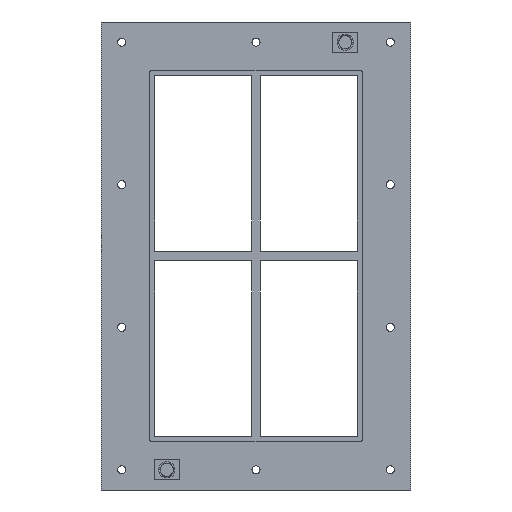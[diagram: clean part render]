
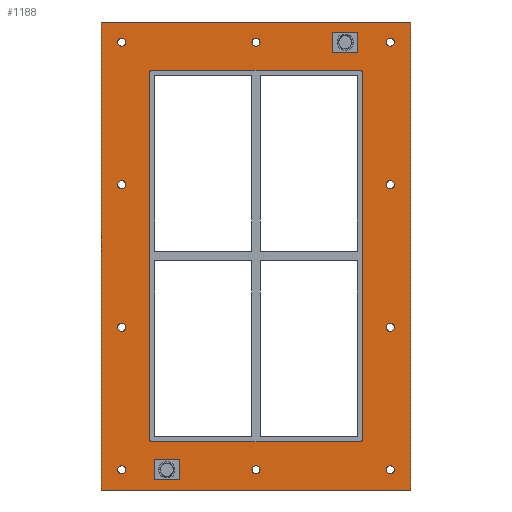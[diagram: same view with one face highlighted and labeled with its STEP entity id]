
A CAD part, front view. The second image highlights one B-rep face of the part: STEP entity #1188.
In plain terms, the highlighted planar face has unit normal (0, -1, 0).
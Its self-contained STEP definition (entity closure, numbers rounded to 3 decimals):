
#84=CARTESIAN_POINT('',(-161.5,0.0,-265.));
#85=VERTEX_POINT('',#84);
#86=CARTESIAN_POINT('',(-166.5,0.0,-265.));
#87=DIRECTION('',(0.0,1.0,0.0));
#88=DIRECTION('',(1.0,0.0,0.0));
#89=AXIS2_PLACEMENT_3D('',#86,#87,#88);
#90=CIRCLE('',#89,5.0);
#91=EDGE_CURVE('',#85,#85,#90,.T.);
#112=CARTESIAN_POINT('',(171.5,0.0,-88.3));
#113=VERTEX_POINT('',#112);
#114=CARTESIAN_POINT('',(166.5,0.0,-88.3));
#115=DIRECTION('',(0.0,1.0,0.0));
#116=DIRECTION('',(1.0,0.0,0.0));
#117=AXIS2_PLACEMENT_3D('',#114,#115,#116);
#118=CIRCLE('',#117,5.0);
#119=EDGE_CURVE('',#113,#113,#118,.T.);
#140=CARTESIAN_POINT('',(-161.5,0.0,-88.3));
#141=VERTEX_POINT('',#140);
#142=CARTESIAN_POINT('',(-166.5,0.0,-88.3));
#143=DIRECTION('',(0.0,1.0,0.0));
#144=DIRECTION('',(1.0,0.0,0.0));
#145=AXIS2_PLACEMENT_3D('',#142,#143,#144);
#146=CIRCLE('',#145,5.0);
#147=EDGE_CURVE('',#141,#141,#146,.T.);
#168=CARTESIAN_POINT('',(171.5,0.0,88.4));
#169=VERTEX_POINT('',#168);
#170=CARTESIAN_POINT('',(166.5,0.0,88.4));
#171=DIRECTION('',(0.0,1.0,0.0));
#172=DIRECTION('',(1.0,0.0,0.0));
#173=AXIS2_PLACEMENT_3D('',#170,#171,#172);
#174=CIRCLE('',#173,5.0);
#175=EDGE_CURVE('',#169,#169,#174,.T.);
#196=CARTESIAN_POINT('',(-161.5,0.0,88.4));
#197=VERTEX_POINT('',#196);
#198=CARTESIAN_POINT('',(-166.5,0.0,88.4));
#199=DIRECTION('',(0.0,1.0,0.0));
#200=DIRECTION('',(1.0,0.0,0.0));
#201=AXIS2_PLACEMENT_3D('',#198,#199,#200);
#202=CIRCLE('',#201,5.0);
#203=EDGE_CURVE('',#197,#197,#202,.T.);
#224=CARTESIAN_POINT('',(5.,0.0,265.1));
#225=VERTEX_POINT('',#224);
#226=CARTESIAN_POINT('',(0.,0.0,265.1));
#227=DIRECTION('',(0.0,1.0,0.0));
#228=DIRECTION('',(1.0,0.0,0.0));
#229=AXIS2_PLACEMENT_3D('',#226,#227,#228);
#230=CIRCLE('',#229,5.0);
#231=EDGE_CURVE('',#225,#225,#230,.T.);
#252=CARTESIAN_POINT('',(5.,0.0,-265.0));
#253=VERTEX_POINT('',#252);
#254=CARTESIAN_POINT('',(0.,0.0,-265.0));
#255=DIRECTION('',(0.0,1.0,0.0));
#256=DIRECTION('',(1.0,0.0,0.0));
#257=AXIS2_PLACEMENT_3D('',#254,#255,#256);
#258=CIRCLE('',#257,5.0);
#259=EDGE_CURVE('',#253,#253,#258,.T.);
#280=CARTESIAN_POINT('',(171.5,0.0,-265.0));
#281=VERTEX_POINT('',#280);
#282=CARTESIAN_POINT('',(166.5,0.0,-265.0));
#283=DIRECTION('',(0.0,1.0,0.0));
#284=DIRECTION('',(1.0,0.0,0.0));
#285=AXIS2_PLACEMENT_3D('',#282,#283,#284);
#286=CIRCLE('',#285,5.0);
#287=EDGE_CURVE('',#281,#281,#286,.T.);
#308=CARTESIAN_POINT('',(-161.5,0.0,265.1));
#309=VERTEX_POINT('',#308);
#310=CARTESIAN_POINT('',(-166.5,0.0,265.1));
#311=DIRECTION('',(0.0,1.0,0.0));
#312=DIRECTION('',(1.0,0.0,0.0));
#313=AXIS2_PLACEMENT_3D('',#310,#311,#312);
#314=CIRCLE('',#313,5.0);
#315=EDGE_CURVE('',#309,#309,#314,.T.);
#336=CARTESIAN_POINT('',(171.5,0.0,265.1));
#337=VERTEX_POINT('',#336);
#338=CARTESIAN_POINT('',(166.5,0.0,265.1));
#339=DIRECTION('',(0.0,1.0,0.0));
#340=DIRECTION('',(1.0,0.0,0.0));
#341=AXIS2_PLACEMENT_3D('',#338,#339,#340);
#342=CIRCLE('',#341,5.0);
#343=EDGE_CURVE('',#337,#337,#342,.T.);
#1049=CARTESIAN_POINT('',(0.,0.0,0.0));
#1050=DIRECTION('',(0.0,1.0,0.0));
#1051=DIRECTION('',(0.0,0.0,1.0));
#1052=AXIS2_PLACEMENT_3D('',#1049,#1050,#1051);
#1053=PLANE('',#1052);
#1054=CARTESIAN_POINT('',(-191.5,0.0,290.0));
#1055=VERTEX_POINT('',#1054);
#1056=CARTESIAN_POINT('',(191.5,0.0,290.0));
#1057=VERTEX_POINT('',#1056);
#1058=CARTESIAN_POINT('',(-191.5,0.0,290.0));
#1059=DIRECTION('',(1.0,0.0,0.0));
#1060=VECTOR('',#1059,383.0);
#1061=LINE('',#1058,#1060);
#1062=EDGE_CURVE('',#1055,#1057,#1061,.T.);
#1063=ORIENTED_EDGE('',*,*,#1062,.F.);
#1064=CARTESIAN_POINT('',(-191.5,0.0,-290.0));
#1065=VERTEX_POINT('',#1064);
#1066=CARTESIAN_POINT('',(-191.5,0.0,-290.0));
#1067=DIRECTION('',(0.0,0.0,1.0));
#1068=VECTOR('',#1067,580.0);
#1069=LINE('',#1066,#1068);
#1070=EDGE_CURVE('',#1065,#1055,#1069,.T.);
#1071=ORIENTED_EDGE('',*,*,#1070,.F.);
#1072=CARTESIAN_POINT('',(191.5,0.0,-290.0));
#1073=VERTEX_POINT('',#1072);
#1074=CARTESIAN_POINT('',(191.5,0.0,-290.0));
#1075=DIRECTION('',(-1.0,0.0,0.0));
#1076=VECTOR('',#1075,383.0);
#1077=LINE('',#1074,#1076);
#1078=EDGE_CURVE('',#1073,#1065,#1077,.T.);
#1079=ORIENTED_EDGE('',*,*,#1078,.F.);
#1080=CARTESIAN_POINT('',(191.5,0.0,290.0));
#1081=DIRECTION('',(0.0,0.0,-1.0));
#1082=VECTOR('',#1081,580.0);
#1083=LINE('',#1080,#1082);
#1084=EDGE_CURVE('',#1057,#1073,#1083,.T.);
#1085=ORIENTED_EDGE('',*,*,#1084,.F.);
#1086=EDGE_LOOP('',(#1063,#1071,#1079,#1085));
#1087=FACE_OUTER_BOUND('',#1086,.T.);
#1088=ORIENTED_EDGE('',*,*,#91,.T.);
#1089=EDGE_LOOP('',(#1088));
#1090=FACE_BOUND('',#1089,.T.);
#1091=ORIENTED_EDGE('',*,*,#119,.T.);
#1092=EDGE_LOOP('',(#1091));
#1093=FACE_BOUND('',#1092,.T.);
#1094=ORIENTED_EDGE('',*,*,#147,.T.);
#1095=EDGE_LOOP('',(#1094));
#1096=FACE_BOUND('',#1095,.T.);
#1097=ORIENTED_EDGE('',*,*,#175,.T.);
#1098=EDGE_LOOP('',(#1097));
#1099=FACE_BOUND('',#1098,.T.);
#1100=ORIENTED_EDGE('',*,*,#203,.T.);
#1101=EDGE_LOOP('',(#1100));
#1102=FACE_BOUND('',#1101,.T.);
#1103=ORIENTED_EDGE('',*,*,#231,.T.);
#1104=EDGE_LOOP('',(#1103));
#1105=FACE_BOUND('',#1104,.T.);
#1106=ORIENTED_EDGE('',*,*,#259,.T.);
#1107=EDGE_LOOP('',(#1106));
#1108=FACE_BOUND('',#1107,.T.);
#1109=ORIENTED_EDGE('',*,*,#287,.T.);
#1110=EDGE_LOOP('',(#1109));
#1111=FACE_BOUND('',#1110,.T.);
#1112=ORIENTED_EDGE('',*,*,#315,.T.);
#1113=EDGE_LOOP('',(#1112));
#1114=FACE_BOUND('',#1113,.T.);
#1115=ORIENTED_EDGE('',*,*,#343,.T.);
#1116=EDGE_LOOP('',(#1115));
#1117=FACE_BOUND('',#1116,.T.);
#1118=CARTESIAN_POINT('',(-129.5,0.0,230.));
#1119=VERTEX_POINT('',#1118);
#1120=CARTESIAN_POINT('',(-131.5,0.0,228.));
#1121=VERTEX_POINT('',#1120);
#1122=CARTESIAN_POINT('',(-129.5,0.0,228.));
#1123=DIRECTION('',(0.0,-1.0,0.0));
#1124=DIRECTION('',(-0.707,0.0,0.707));
#1125=AXIS2_PLACEMENT_3D('',#1122,#1123,#1124);
#1126=CIRCLE('',#1125,2.0);
#1127=EDGE_CURVE('',#1119,#1121,#1126,.T.);
#1128=ORIENTED_EDGE('',*,*,#1127,.F.);
#1129=CARTESIAN_POINT('',(129.5,0.0,230.));
#1130=VERTEX_POINT('',#1129);
#1131=CARTESIAN_POINT('',(129.5,0.0,230.));
#1132=DIRECTION('',(-1.0,0.0,0.0));
#1133=VECTOR('',#1132,259.0);
#1134=LINE('',#1131,#1133);
#1135=EDGE_CURVE('',#1130,#1119,#1134,.T.);
#1136=ORIENTED_EDGE('',*,*,#1135,.F.);
#1137=CARTESIAN_POINT('',(131.5,0.0,228.));
#1138=VERTEX_POINT('',#1137);
#1139=CARTESIAN_POINT('',(129.5,0.0,228.));
#1140=DIRECTION('',(0.0,-1.0,0.0));
#1141=DIRECTION('',(0.707,0.0,0.707));
#1142=AXIS2_PLACEMENT_3D('',#1139,#1140,#1141);
#1143=CIRCLE('',#1142,2.0);
#1144=EDGE_CURVE('',#1138,#1130,#1143,.T.);
#1145=ORIENTED_EDGE('',*,*,#1144,.F.);
#1146=CARTESIAN_POINT('',(131.5,0.0,-228.));
#1147=VERTEX_POINT('',#1146);
#1148=CARTESIAN_POINT('',(131.5,0.0,-228.));
#1149=DIRECTION('',(0.0,0.0,1.0));
#1150=VECTOR('',#1149,456.);
#1151=LINE('',#1148,#1150);
#1152=EDGE_CURVE('',#1147,#1138,#1151,.T.);
#1153=ORIENTED_EDGE('',*,*,#1152,.F.);
#1154=CARTESIAN_POINT('',(129.5,0.0,-230.));
#1155=VERTEX_POINT('',#1154);
#1156=CARTESIAN_POINT('',(129.5,0.0,-228.));
#1157=DIRECTION('',(0.0,-1.0,0.0));
#1158=DIRECTION('',(0.707,0.0,-0.707));
#1159=AXIS2_PLACEMENT_3D('',#1156,#1157,#1158);
#1160=CIRCLE('',#1159,2.0);
#1161=EDGE_CURVE('',#1155,#1147,#1160,.T.);
#1162=ORIENTED_EDGE('',*,*,#1161,.F.);
#1163=CARTESIAN_POINT('',(-129.5,0.0,-230.));
#1164=VERTEX_POINT('',#1163);
#1165=CARTESIAN_POINT('',(-129.5,0.0,-230.));
#1166=DIRECTION('',(1.0,0.0,0.0));
#1167=VECTOR('',#1166,259.0);
#1168=LINE('',#1165,#1167);
#1169=EDGE_CURVE('',#1164,#1155,#1168,.T.);
#1170=ORIENTED_EDGE('',*,*,#1169,.F.);
#1171=CARTESIAN_POINT('',(-131.5,0.0,-228.));
#1172=VERTEX_POINT('',#1171);
#1173=CARTESIAN_POINT('',(-129.5,0.0,-228.));
#1174=DIRECTION('',(0.0,-1.0,0.0));
#1175=DIRECTION('',(-0.707,0.0,-0.707));
#1176=AXIS2_PLACEMENT_3D('',#1173,#1174,#1175);
#1177=CIRCLE('',#1176,2.0);
#1178=EDGE_CURVE('',#1172,#1164,#1177,.T.);
#1179=ORIENTED_EDGE('',*,*,#1178,.F.);
#1180=CARTESIAN_POINT('',(-131.5,0.0,228.));
#1181=DIRECTION('',(0.0,0.0,-1.0));
#1182=VECTOR('',#1181,456.);
#1183=LINE('',#1180,#1182);
#1184=EDGE_CURVE('',#1121,#1172,#1183,.T.);
#1185=ORIENTED_EDGE('',*,*,#1184,.F.);
#1186=EDGE_LOOP('',(#1128,#1136,#1145,#1153,#1162,#1170,#1179,#1185));
#1187=FACE_BOUND('',#1186,.T.);
#1188=ADVANCED_FACE('',(#1087,#1090,#1093,#1096,#1099,#1102,#1105,#1108,#1111,#1114,#1117,#1187),#1053,.F.);
